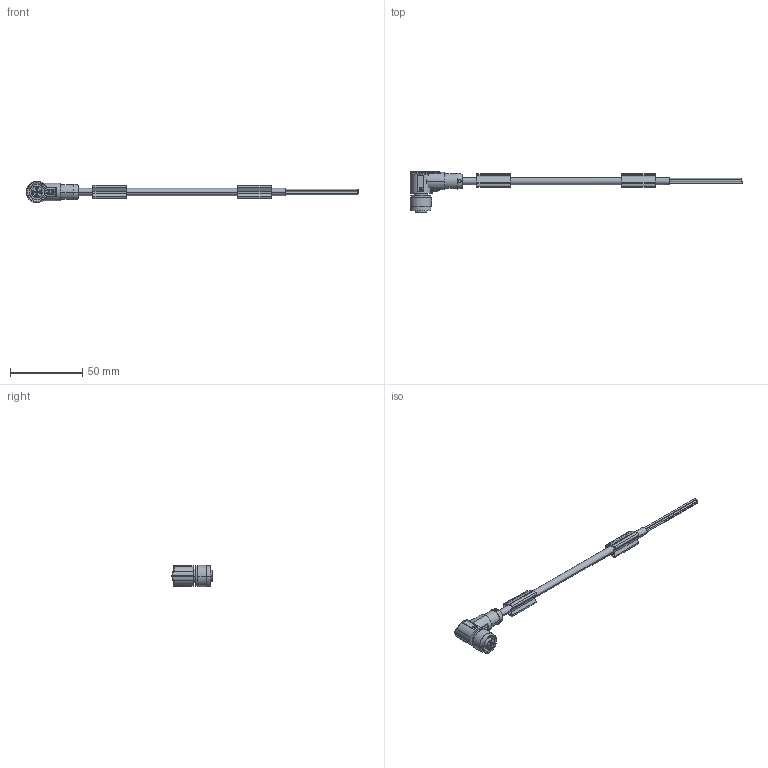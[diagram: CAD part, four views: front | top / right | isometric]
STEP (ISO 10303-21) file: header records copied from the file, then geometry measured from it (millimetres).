
FILE_DESCRIPTION(('SolidDesigner STEP Export'),'2;1');
FILE_NAME('1694431.stp','2011-11-30T12:32:45',(''),(''),'CoCreate Modeling STEP processor for AP214 (Solid Model)','CoCreate Modeling 16.00A 16-Aug-2008 (C) Parametric Technology GmbH','');
FILE_SCHEMA(('AUTOMOTIVE_DESIGN { 1 0 10303 214 1 1 1 1 }'));
Length unit declared in the file: millimetre
Products named in the file (2): 1694431
Assembly tree (1 placements, depth 2):
  1694431
    1694431
Bounding box: 229.25 x 28 x 14.7 mm (x, y, z)
Volume: 9940.1 mm3; surface area: 9223.4 mm2
Topology: 1 solids, 1 shells, 356 faces, 956 edges, 628 vertices
Faces by surface type: cylinder 146, plane 117, cone 40, extrusion 36, bspline 17
Entity records: 17726 total; most frequent: CARTESIAN_POINT 7524, ORIENTED_EDGE 1912, DIRECTION 1393, EDGE_CURVE 956, VERTEX_POINT 628, VECTOR 465, AXIS2_PLACEMENT_3D 464, LINE 429
